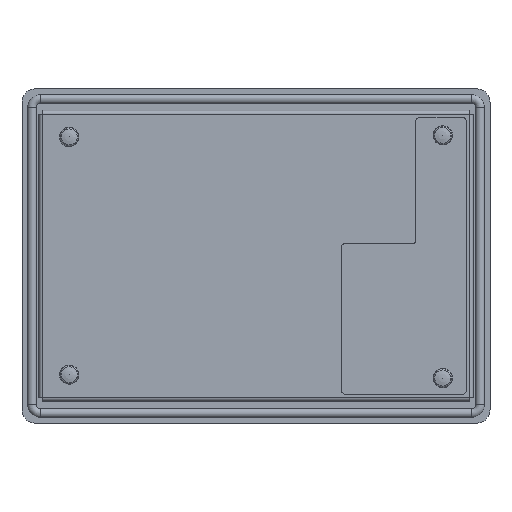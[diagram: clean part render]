
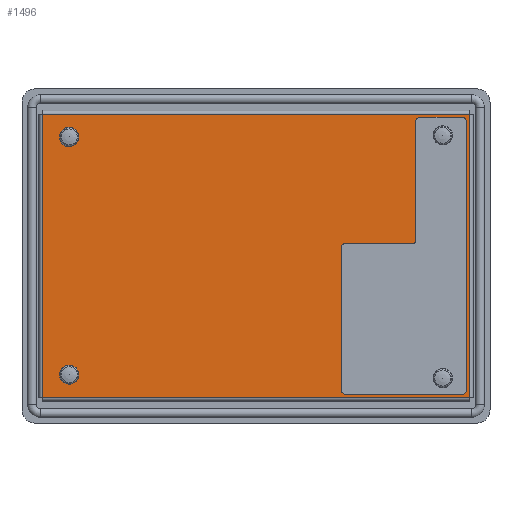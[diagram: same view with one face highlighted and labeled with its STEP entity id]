
A CAD part, top view. The second image highlights one B-rep face of the part: STEP entity #1496.
In plain terms, the highlighted planar face has unit normal (0, 0, 1).
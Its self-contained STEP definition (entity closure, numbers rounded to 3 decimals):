
#35=FACE_BOUND('',#224,.T.);
#36=FACE_BOUND('',#225,.T.);
#37=FACE_BOUND('',#226,.T.);
#60=PLANE('',#1645);
#131=FACE_OUTER_BOUND('',#223,.T.);
#223=EDGE_LOOP('',(#1098,#1099,#1100,#1101));
#224=EDGE_LOOP('',(#1102,#1103,#1104,#1105,#1106,#1107,#1108,#1109,#1110,
#1111,#1112,#1113));
#225=EDGE_LOOP('',(#1114));
#226=EDGE_LOOP('',(#1115));
#311=CIRCLE('',#1604,0.5);
#312=CIRCLE('',#1607,1.5);
#313=CIRCLE('',#1610,1.5);
#314=CIRCLE('',#1613,1.5);
#315=CIRCLE('',#1616,1.5);
#316=CIRCLE('',#1619,1.5);
#330=CIRCLE('',#1646,2.301);
#331=CIRCLE('',#1647,2.301);
#393=LINE('',#2273,#505);
#397=LINE('',#2282,#509);
#400=LINE('',#2290,#512);
#403=LINE('',#2298,#515);
#406=LINE('',#2306,#518);
#409=LINE('',#2314,#521);
#427=LINE('',#2413,#539);
#428=LINE('',#2415,#540);
#429=LINE('',#2417,#541);
#430=LINE('',#2418,#542);
#505=VECTOR('',#1825,10.);
#509=VECTOR('',#1835,10.);
#512=VECTOR('',#1844,10.);
#515=VECTOR('',#1853,10.);
#518=VECTOR('',#1862,10.);
#521=VECTOR('',#1871,10.);
#539=VECTOR('',#1945,127.8);
#540=VECTOR('',#1946,84.8);
#541=VECTOR('',#1947,127.8);
#542=VECTOR('',#1948,84.8);
#633=VERTEX_POINT('',#2271);
#634=VERTEX_POINT('',#2272);
#635=VERTEX_POINT('',#2277);
#636=VERTEX_POINT('',#2281);
#637=VERTEX_POINT('',#2285);
#638=VERTEX_POINT('',#2289);
#639=VERTEX_POINT('',#2293);
#640=VERTEX_POINT('',#2297);
#641=VERTEX_POINT('',#2301);
#642=VERTEX_POINT('',#2305);
#643=VERTEX_POINT('',#2309);
#644=VERTEX_POINT('',#2313);
#666=VERTEX_POINT('',#2411);
#667=VERTEX_POINT('',#2412);
#668=VERTEX_POINT('',#2414);
#669=VERTEX_POINT('',#2416);
#670=VERTEX_POINT('',#2419);
#671=VERTEX_POINT('',#2421);
#777=EDGE_CURVE('',#633,#634,#393,.T.);
#780=EDGE_CURVE('',#634,#635,#311,.T.);
#782=EDGE_CURVE('',#635,#636,#397,.T.);
#784=EDGE_CURVE('',#636,#637,#312,.T.);
#786=EDGE_CURVE('',#637,#638,#400,.T.);
#788=EDGE_CURVE('',#638,#639,#313,.T.);
#790=EDGE_CURVE('',#639,#640,#403,.T.);
#792=EDGE_CURVE('',#640,#641,#314,.T.);
#794=EDGE_CURVE('',#641,#642,#406,.T.);
#796=EDGE_CURVE('',#642,#643,#315,.T.);
#798=EDGE_CURVE('',#643,#644,#409,.T.);
#800=EDGE_CURVE('',#644,#633,#316,.T.);
#831=EDGE_CURVE('',#666,#667,#427,.T.);
#832=EDGE_CURVE('',#667,#668,#428,.T.);
#833=EDGE_CURVE('',#668,#669,#429,.T.);
#834=EDGE_CURVE('',#669,#666,#430,.T.);
#835=EDGE_CURVE('',#670,#670,#330,.T.);
#836=EDGE_CURVE('',#671,#671,#331,.T.);
#1098=ORIENTED_EDGE('',*,*,#831,.T.);
#1099=ORIENTED_EDGE('',*,*,#832,.T.);
#1100=ORIENTED_EDGE('',*,*,#833,.T.);
#1101=ORIENTED_EDGE('',*,*,#834,.T.);
#1102=ORIENTED_EDGE('',*,*,#777,.T.);
#1103=ORIENTED_EDGE('',*,*,#780,.T.);
#1104=ORIENTED_EDGE('',*,*,#782,.T.);
#1105=ORIENTED_EDGE('',*,*,#784,.T.);
#1106=ORIENTED_EDGE('',*,*,#786,.T.);
#1107=ORIENTED_EDGE('',*,*,#788,.T.);
#1108=ORIENTED_EDGE('',*,*,#790,.T.);
#1109=ORIENTED_EDGE('',*,*,#792,.T.);
#1110=ORIENTED_EDGE('',*,*,#794,.T.);
#1111=ORIENTED_EDGE('',*,*,#796,.T.);
#1112=ORIENTED_EDGE('',*,*,#798,.T.);
#1113=ORIENTED_EDGE('',*,*,#800,.T.);
#1114=ORIENTED_EDGE('',*,*,#835,.F.);
#1115=ORIENTED_EDGE('',*,*,#836,.F.);
#1496=ADVANCED_FACE('',(#131,#35,#36,#37),#60,.T.);
#1604=AXIS2_PLACEMENT_3D('',#2278,#1830,#1831);
#1607=AXIS2_PLACEMENT_3D('',#2286,#1839,#1840);
#1610=AXIS2_PLACEMENT_3D('',#2294,#1848,#1849);
#1613=AXIS2_PLACEMENT_3D('',#2302,#1857,#1858);
#1616=AXIS2_PLACEMENT_3D('',#2310,#1866,#1867);
#1619=AXIS2_PLACEMENT_3D('',#2317,#1875,#1876);
#1645=AXIS2_PLACEMENT_3D('',#2410,#1943,#1944);
#1646=AXIS2_PLACEMENT_3D('',#2420,#1949,#1950);
#1647=AXIS2_PLACEMENT_3D('',#2422,#1951,#1952);
#1825=DIRECTION('',(1.,0.,0.));
#1830=DIRECTION('center_axis',(0.,0.,1.));
#1831=DIRECTION('ref_axis',(0.,-1.,0.));
#1835=DIRECTION('',(0.,1.,0.));
#1839=DIRECTION('center_axis',(0.,0.,-1.));
#1840=DIRECTION('ref_axis',(0.,-1.,0.));
#1844=DIRECTION('',(1.,0.,0.));
#1848=DIRECTION('center_axis',(0.,0.,-1.));
#1849=DIRECTION('ref_axis',(-1.,0.,0.));
#1853=DIRECTION('',(0.,-1.,0.));
#1857=DIRECTION('center_axis',(0.,0.,-1.));
#1858=DIRECTION('ref_axis',(0.,1.,0.));
#1862=DIRECTION('',(-1.,0.,0.));
#1866=DIRECTION('center_axis',(0.,0.,-1.));
#1867=DIRECTION('ref_axis',(1.,0.,0.));
#1871=DIRECTION('',(0.,1.,0.));
#1875=DIRECTION('center_axis',(0.,0.,-1.));
#1876=DIRECTION('ref_axis',(0.,-1.,0.));
#1943=DIRECTION('center_axis',(0.,0.,1.));
#1944=DIRECTION('ref_axis',(-1.,0.,0.));
#1945=DIRECTION('',(1.,0.,0.));
#1946=DIRECTION('',(0.,1.,0.));
#1947=DIRECTION('',(-1.,0.,0.));
#1948=DIRECTION('',(0.,-1.,0.));
#1949=DIRECTION('center_axis',(0.,0.,1.));
#1950=DIRECTION('ref_axis',(-1.,0.,0.));
#1951=DIRECTION('center_axis',(0.,0.,1.));
#1952=DIRECTION('ref_axis',(-1.,0.,0.));
#2271=CARTESIAN_POINT('',(27.,3.8,32.6));
#2272=CARTESIAN_POINT('',(47.25,3.8,32.6));
#2273=CARTESIAN_POINT('',(23.625,3.8,32.6));
#2277=CARTESIAN_POINT('',(47.75,4.3,32.6));
#2278=CARTESIAN_POINT('Origin',(47.25,4.3,32.6));
#2281=CARTESIAN_POINT('',(47.75,40.,32.6));
#2282=CARTESIAN_POINT('',(47.75,20.,32.6));
#2285=CARTESIAN_POINT('',(49.25,41.5,32.6));
#2286=CARTESIAN_POINT('Origin',(49.25,40.,32.6));
#2289=CARTESIAN_POINT('',(61.5,41.5,32.6));
#2290=CARTESIAN_POINT('',(30.75,41.5,32.6));
#2293=CARTESIAN_POINT('',(63.,40.,32.6));
#2294=CARTESIAN_POINT('Origin',(61.5,40.,32.6));
#2297=CARTESIAN_POINT('',(63.,-40.,32.6));
#2298=CARTESIAN_POINT('',(63.,-20.,32.6));
#2301=CARTESIAN_POINT('',(61.5,-41.5,32.6));
#2302=CARTESIAN_POINT('Origin',(61.5,-40.,32.6));
#2305=CARTESIAN_POINT('',(27.,-41.5,32.6));
#2306=CARTESIAN_POINT('',(13.5,-41.5,32.6));
#2309=CARTESIAN_POINT('',(25.5,-40.,32.6));
#2310=CARTESIAN_POINT('Origin',(27.,-40.,32.6));
#2313=CARTESIAN_POINT('',(25.5,2.3,32.6));
#2314=CARTESIAN_POINT('',(25.5,1.15,32.6));
#2317=CARTESIAN_POINT('Origin',(27.,2.3,32.6));
#2410=CARTESIAN_POINT('Origin',(0.,0.,32.6));
#2411=CARTESIAN_POINT('',(-63.9,-42.4,32.6));
#2412=CARTESIAN_POINT('',(63.9,-42.4,32.6));
#2413=CARTESIAN_POINT('',(-63.9,-42.4,32.6));
#2414=CARTESIAN_POINT('',(63.9,42.4,32.6));
#2415=CARTESIAN_POINT('',(63.9,-42.4,32.6));
#2416=CARTESIAN_POINT('',(-63.9,42.4,32.6));
#2417=CARTESIAN_POINT('',(63.9,42.4,32.6));
#2418=CARTESIAN_POINT('',(-63.9,42.4,32.6));
#2419=CARTESIAN_POINT('',(-58.181,-35.56,32.6));
#2420=CARTESIAN_POINT('Origin',(-55.88,-35.56,32.6));
#2421=CARTESIAN_POINT('',(-58.181,35.56,32.6));
#2422=CARTESIAN_POINT('Origin',(-55.88,35.56,32.6));
